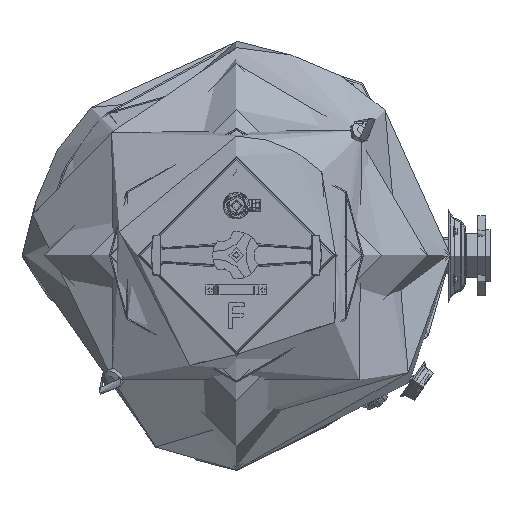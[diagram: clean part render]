
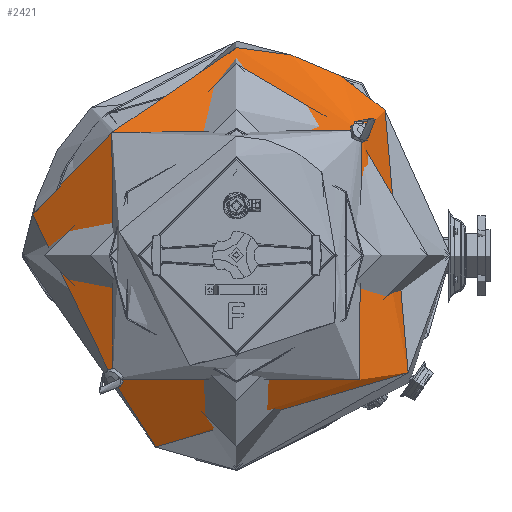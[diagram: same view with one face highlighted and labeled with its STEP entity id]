
A CAD part, top view. The second image highlights one B-rep face of the part: STEP entity #2421.
In plain terms, the highlighted free-form (B-spline) face has degree [3, 3] with [4, 7] control points.
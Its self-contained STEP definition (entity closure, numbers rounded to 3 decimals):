
#2421 = ADVANCED_FACE( '', ( #5170, #5171 ), #5172, .T. );
#5170 = FACE_OUTER_BOUND( '', #13945, .T. );
#5171 = FACE_OUTER_BOUND( '', #13946, .T. );
#5172 = ( BOUNDED_SURFACE(  )B_SPLINE_SURFACE( 3, 3, ( ( #13949, #13950, #13951, #13952, #13953, #13954, #13955 ), ( #13956, #13957, #13958, #13959, #13960, #13961, #13962 ), ( #13963, #13964, #13965, #13966, #13967, #13968, #13969 ), ( #13970, #13971, #13972, #13973, #13974, #13975, #13976 ) ), .UNSPECIFIED., .F., .T., .F. )B_SPLINE_SURFACE_WITH_KNOTS( ( 4, 4 ), ( 4, 3, 4 ), ( 0., 6.283 ), ( -0.898, -0.671, -0.443 ), .UNSPECIFIED. )GEOMETRIC_REPRESENTATION_ITEM(  )RATIONAL_B_SPLINE_SURFACE( ( ( 1., 0.333, 0.333, 1., 0.333, 0.333, 1. ), ( 0.983, 0.328, 0.328, 0.983, 0.328, 0.328, 0.983 ), ( 0.983, 0.328, 0.328, 0.983, 0.328, 0.328, 0.983 ), ( 1., 0.333, 0.333, 1., 0.333, 0.333, 1. ) ) )REPRESENTATION_ITEM( '' )SURFACE(  ) );
#13945 = EDGE_LOOP( '', ( #20631 ) );
#13946 = EDGE_LOOP( '', ( #20632, #20633 ) );
#13949 = CARTESIAN_POINT( '', ( -523.679, 0., 560.175 ) );
#13950 = CARTESIAN_POINT( '', ( -523.679, 1047.358, 560.175 ) );
#13951 = CARTESIAN_POINT( '', ( 523.679, 1047.358, 560.175 ) );
#13952 = CARTESIAN_POINT( '', ( 523.679, 0., 560.175 ) );
#13953 = CARTESIAN_POINT( '', ( 523.679, -1047.358, 560.175 ) );
#13954 = CARTESIAN_POINT( '', ( -523.679, -1047.358, 560.175 ) );
#13955 = CARTESIAN_POINT( '', ( -523.679, 0., 560.175 ) );
#13956 = CARTESIAN_POINT( '', ( -504.259, 0., 601.1 ) );
#13957 = CARTESIAN_POINT( '', ( -504.259, 1008.517, 601.1 ) );
#13958 = CARTESIAN_POINT( '', ( 504.259, 1008.517, 601.1 ) );
#13959 = CARTESIAN_POINT( '', ( 504.259, 0., 601.1 ) );
#13960 = CARTESIAN_POINT( '', ( 504.259, -1008.517, 601.1 ) );
#13961 = CARTESIAN_POINT( '', ( -504.259, -1008.517, 601.1 ) );
#13962 = CARTESIAN_POINT( '', ( -504.259, 0., 601.1 ) );
#13963 = CARTESIAN_POINT( '', ( -476.107, 0., 636.59 ) );
#13964 = CARTESIAN_POINT( '', ( -476.107, 952.215, 636.59 ) );
#13965 = CARTESIAN_POINT( '', ( 476.107, 952.215, 636.59 ) );
#13966 = CARTESIAN_POINT( '', ( 476.107, 0., 636.59 ) );
#13967 = CARTESIAN_POINT( '', ( 476.107, -952.215, 636.59 ) );
#13968 = CARTESIAN_POINT( '', ( -476.107, -952.215, 636.59 ) );
#13969 = CARTESIAN_POINT( '', ( -476.107, 0., 636.59 ) );
#13970 = CARTESIAN_POINT( '', ( -440.676, 0., 664.816 ) );
#13971 = CARTESIAN_POINT( '', ( -440.676, 881.352, 664.816 ) );
#13972 = CARTESIAN_POINT( '', ( 440.676, 881.352, 664.816 ) );
#13973 = CARTESIAN_POINT( '', ( 440.676, 0., 664.816 ) );
#13974 = CARTESIAN_POINT( '', ( 440.676, -881.352, 664.816 ) );
#13975 = CARTESIAN_POINT( '', ( -440.676, -881.352, 664.816 ) );
#13976 = CARTESIAN_POINT( '', ( -440.676, 0., 664.816 ) );
#20631 = ORIENTED_EDGE( '', *, *, #23811, .F. );
#20632 = ORIENTED_EDGE( '', *, *, #22050, .T. );
#20633 = ORIENTED_EDGE( '', *, *, #24023, .T. );
#22050 = EDGE_CURVE( '', #24859, #24860, #24861, .T. );
#23811 = EDGE_CURVE( '', #27477, #27477, #27478, .T. );
#24023 = EDGE_CURVE( '', #24860, #24859, #27721, .T. );
#24859 = VERTEX_POINT( '', #38843 );
#24860 = VERTEX_POINT( '', #38844 );
#24861 = CIRCLE( '', #38845, 440.676 );
#27477 = VERTEX_POINT( '', #55578 );
#27478 = CIRCLE( '', #55579, 523.679 );
#27721 = B_SPLINE_CURVE_WITH_KNOTS( '', 3, ( #59613, #59614, #59615, #59616, #59617, #59618, #59619, #59620, #59621, #59622, #59623, #59624, #59625, #59626 ), .UNSPECIFIED., .F., .F., ( 4, 2, 2, 2, 2, 2, 4 ), ( 0., 0.003, 0.004, 0.005, 0.007, 0.008, 0.011 ), .UNSPECIFIED. );
#38843 = CARTESIAN_POINT( '', ( -307.874, 315.292, 664.816 ) );
#38844 = CARTESIAN_POINT( '', ( -315.292, 307.874, 664.816 ) );
#38845 = AXIS2_PLACEMENT_3D( '', #60338, #60339, #60340 );
#55578 = CARTESIAN_POINT( '', ( -523.679, 0., 560.175 ) );
#55579 = AXIS2_PLACEMENT_3D( '', #62389, #62390, #62391 );
#59613 = CARTESIAN_POINT( '', ( -315.292, 307.874, 664.816 ) );
#59614 = CARTESIAN_POINT( '', ( -314.983, 308.699, 664.532 ) );
#59615 = CARTESIAN_POINT( '', ( -314.581, 309.489, 664.319 ) );
#59616 = CARTESIAN_POINT( '', ( -313.841, 310.626, 664.101 ) );
#59617 = CARTESIAN_POINT( '', ( -313.569, 310.998, 664.045 ) );
#59618 = CARTESIAN_POINT( '', ( -312.992, 311.708, 663.972 ) );
#59619 = CARTESIAN_POINT( '', ( -312.687, 312.047, 663.954 ) );
#59620 = CARTESIAN_POINT( '', ( -312.042, 312.691, 663.954 ) );
#59621 = CARTESIAN_POINT( '', ( -311.703, 312.997, 663.972 ) );
#59622 = CARTESIAN_POINT( '', ( -310.989, 313.576, 664.046 ) );
#59623 = CARTESIAN_POINT( '', ( -310.619, 313.846, 664.102 ) );
#59624 = CARTESIAN_POINT( '', ( -309.487, 314.582, 664.319 ) );
#59625 = CARTESIAN_POINT( '', ( -308.699, 314.983, 664.532 ) );
#59626 = CARTESIAN_POINT( '', ( -307.874, 315.292, 664.816 ) );
#60338 = CARTESIAN_POINT( '', ( 0., 0., 664.816 ) );
#60339 = DIRECTION( '', ( 0., 0., -1. ) );
#60340 = DIRECTION( '', ( -1., 0., 0. ) );
#62389 = CARTESIAN_POINT( '', ( 0., 0., 560.175 ) );
#62390 = DIRECTION( '', ( 0., 0., -1. ) );
#62391 = DIRECTION( '', ( -1., 0., 0. ) );
